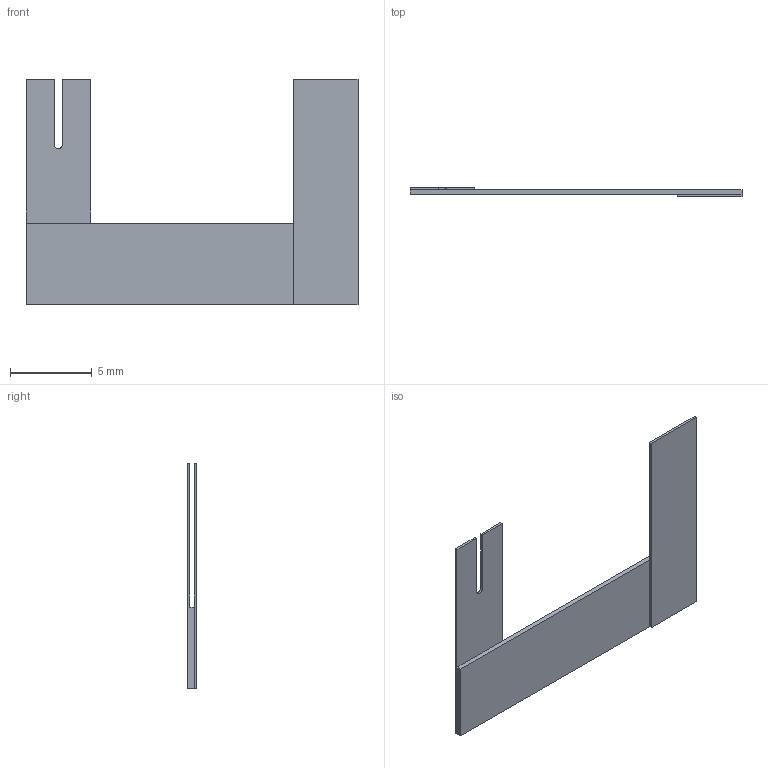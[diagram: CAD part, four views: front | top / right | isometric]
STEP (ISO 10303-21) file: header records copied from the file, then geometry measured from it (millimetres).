
FILE_DESCRIPTION((''),'2;1');
FILE_NAME('MF-LS190RU','2012-07-26T',('ryans'),('Bourns, Inc.'),'PRO/ENGINEER BY PARAMETRIC TECHNOLOGY CORPORATION, 2010100','PRO/ENGINEER BY PARAMETRIC TECHNOLOGY CORPORATION, 2010100','');
FILE_SCHEMA(('CONFIG_CONTROL_DESIGN'));
Length unit declared in the file: millimetre
Products named in the file (1): MF-LS190RU
Bounding box: 20.3 x 0.58 x 13.8 mm (x, y, z)
Volume: 44.9 mm3; surface area: 364 mm2
Topology: 1 solids, 1 shells, 18 faces, 46 edges, 30 vertices
Faces by surface type: plane 17, cylinder 1
Entity records: 574 total; most frequent: CARTESIAN_POINT 94, ORIENTED_EDGE 92, DIRECTION 84, EDGE_CURVE 46, VECTOR 44, LINE 44, VERTEX_POINT 30, AXIS2_PLACEMENT_3D 20
